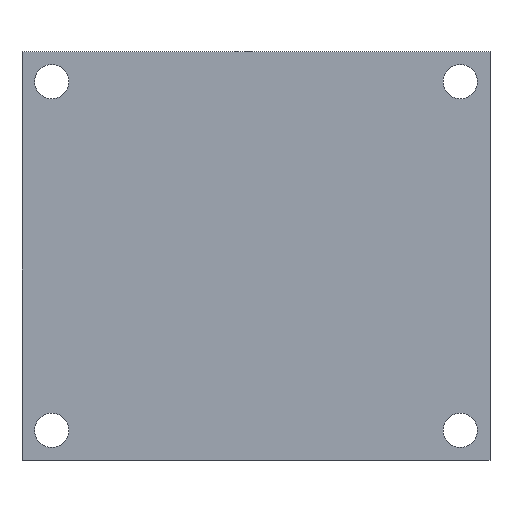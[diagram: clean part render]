
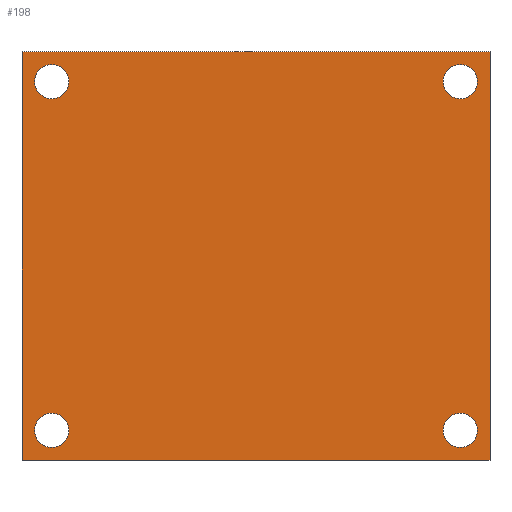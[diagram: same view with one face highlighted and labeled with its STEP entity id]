
A CAD part, top view. The second image highlights one B-rep face of the part: STEP entity #198.
In plain terms, the highlighted planar face has unit normal (0, 0, 1).
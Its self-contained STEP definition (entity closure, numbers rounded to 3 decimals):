
#19=FACE_BOUND('',#53,.T.);
#20=FACE_BOUND('',#54,.T.);
#21=FACE_BOUND('',#55,.T.);
#22=FACE_BOUND('',#56,.T.);
#28=PLANE('',#239);
#38=FACE_OUTER_BOUND('',#52,.T.);
#52=EDGE_LOOP('',(#177,#178,#179,#180));
#53=EDGE_LOOP('',(#181));
#54=EDGE_LOOP('',(#182));
#55=EDGE_LOOP('',(#183));
#56=EDGE_LOOP('',(#184));
#61=LINE('',#322,#77);
#65=LINE('',#330,#81);
#68=LINE('',#336,#84);
#71=LINE('',#341,#87);
#77=VECTOR('',#272,10.);
#81=VECTOR('',#278,10.);
#84=VECTOR('',#283,10.);
#87=VECTOR('',#288,10.);
#89=CIRCLE('',#223,1.15);
#91=CIRCLE('',#226,1.15);
#93=CIRCLE('',#229,1.15);
#95=CIRCLE('',#232,1.15);
#97=VERTEX_POINT('',#296);
#99=VERTEX_POINT('',#302);
#101=VERTEX_POINT('',#308);
#103=VERTEX_POINT('',#314);
#105=VERTEX_POINT('',#320);
#106=VERTEX_POINT('',#321);
#109=VERTEX_POINT('',#329);
#111=VERTEX_POINT('',#335);
#113=EDGE_CURVE('',#97,#97,#89,.T.);
#116=EDGE_CURVE('',#99,#99,#91,.T.);
#119=EDGE_CURVE('',#101,#101,#93,.T.);
#122=EDGE_CURVE('',#103,#103,#95,.T.);
#125=EDGE_CURVE('',#105,#106,#61,.T.);
#129=EDGE_CURVE('',#106,#109,#65,.T.);
#132=EDGE_CURVE('',#109,#111,#68,.T.);
#135=EDGE_CURVE('',#111,#105,#71,.T.);
#177=ORIENTED_EDGE('',*,*,#125,.F.);
#178=ORIENTED_EDGE('',*,*,#135,.F.);
#179=ORIENTED_EDGE('',*,*,#132,.F.);
#180=ORIENTED_EDGE('',*,*,#129,.F.);
#181=ORIENTED_EDGE('',*,*,#113,.T.);
#182=ORIENTED_EDGE('',*,*,#116,.T.);
#183=ORIENTED_EDGE('',*,*,#119,.T.);
#184=ORIENTED_EDGE('',*,*,#122,.T.);
#198=ADVANCED_FACE('',(#38,#19,#20,#21,#22),#28,.T.);
#223=AXIS2_PLACEMENT_3D('',#297,#244,#245);
#226=AXIS2_PLACEMENT_3D('',#303,#251,#252);
#229=AXIS2_PLACEMENT_3D('',#309,#258,#259);
#232=AXIS2_PLACEMENT_3D('',#315,#265,#266);
#239=AXIS2_PLACEMENT_3D('',#344,#292,#293);
#244=DIRECTION('center_axis',(0.,0.,-1.));
#245=DIRECTION('ref_axis',(1.,0.,0.));
#251=DIRECTION('center_axis',(0.,0.,-1.));
#252=DIRECTION('ref_axis',(1.,0.,0.));
#258=DIRECTION('center_axis',(0.,0.,-1.));
#259=DIRECTION('ref_axis',(1.,0.,0.));
#265=DIRECTION('center_axis',(0.,0.,-1.));
#266=DIRECTION('ref_axis',(1.,0.,0.));
#272=DIRECTION('',(0.,1.,0.));
#278=DIRECTION('',(1.,0.,0.));
#283=DIRECTION('',(0.,-1.,0.));
#288=DIRECTION('',(-1.,0.,0.));
#292=DIRECTION('center_axis',(0.,0.,1.));
#293=DIRECTION('ref_axis',(1.,0.,0.));
#296=CARTESIAN_POINT('',(0.85,2.,1.));
#297=CARTESIAN_POINT('Origin',(2.,2.,1.));
#302=CARTESIAN_POINT('',(28.25,2.,1.));
#303=CARTESIAN_POINT('Origin',(29.4,2.,1.));
#308=CARTESIAN_POINT('',(28.25,25.4,1.));
#309=CARTESIAN_POINT('Origin',(29.4,25.4,1.));
#314=CARTESIAN_POINT('',(0.85,25.4,1.));
#315=CARTESIAN_POINT('Origin',(2.,25.4,1.));
#320=CARTESIAN_POINT('',(0.,0.,1.));
#321=CARTESIAN_POINT('',(0.,27.4,1.));
#322=CARTESIAN_POINT('',(0.,27.4,1.));
#329=CARTESIAN_POINT('',(31.4,27.4,1.));
#330=CARTESIAN_POINT('',(31.4,27.4,1.));
#335=CARTESIAN_POINT('',(31.4,0.,1.));
#336=CARTESIAN_POINT('',(31.4,0.,1.));
#341=CARTESIAN_POINT('',(0.,0.,1.));
#344=CARTESIAN_POINT('Origin',(15.7,13.7,1.));
